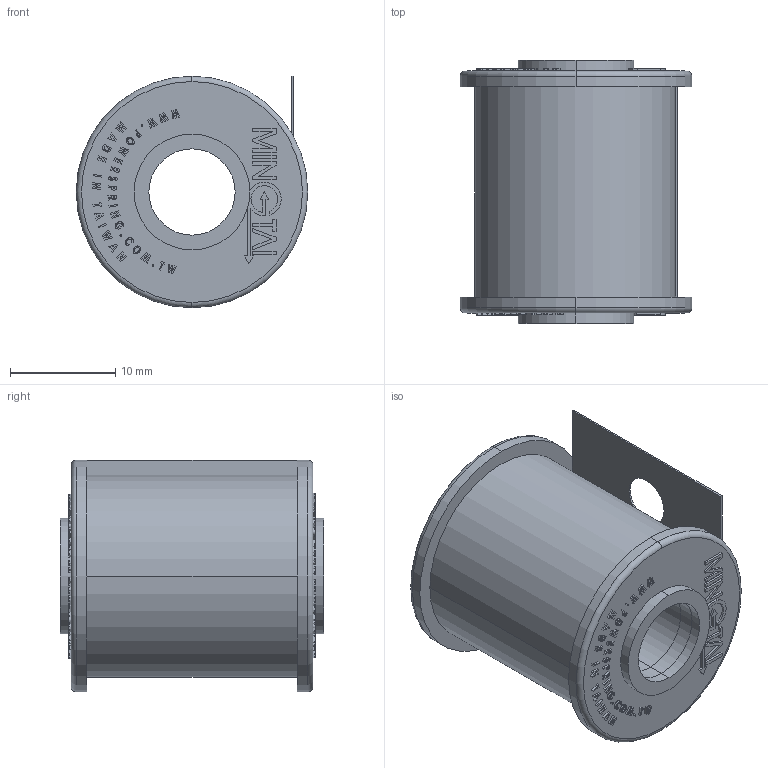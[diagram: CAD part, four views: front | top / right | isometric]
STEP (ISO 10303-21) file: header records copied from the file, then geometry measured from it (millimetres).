
FILE_DESCRIPTION (( 'STEP AP203' ), '1' );
FILE_NAME ('CP01500605.STEP', '2020-11-25T05:20:14', ( '' ), ( '' ), 'SwSTEP 2.0', 'SolidWorks 2020', '' );
FILE_SCHEMA (( 'CONFIG_CONTROL_DESIGN' ));
Length unit declared in the file: millimetre
Products named in the file (3): 15mm(OD22)_10mm(OD17); CP01500605_Spring; CP01500605
Assembly tree (3 placements, depth 2):
  CP01500605
    CP01500605_Spring
    15mm(OD22)_10mm(OD17)  x2
Bounding box: 22 x 25 x 22 mm (x, y, z)
Volume: 4732.9 mm3; surface area: 30849.2 mm2
Topology: 75 solids, 75 shells, 1128 faces, 2876 edges, 1912 vertices
Faces by surface type: plane 826, bspline 174, cylinder 112, torus 12, cone 4
Entity records: 23056 total; most frequent: CARTESIAN_POINT 8330, ORIENTED_EDGE 3122, DIRECTION 2641, EDGE_CURVE 1561, LINE 1183, VECTOR 1183, VERTEX_POINT 1038, AXIS2_PLACEMENT_3D 729
